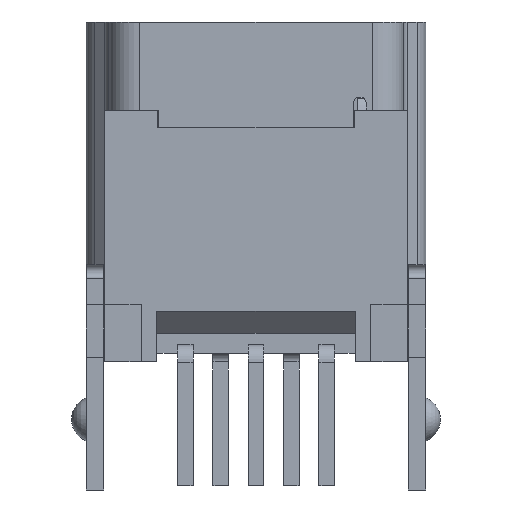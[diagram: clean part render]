
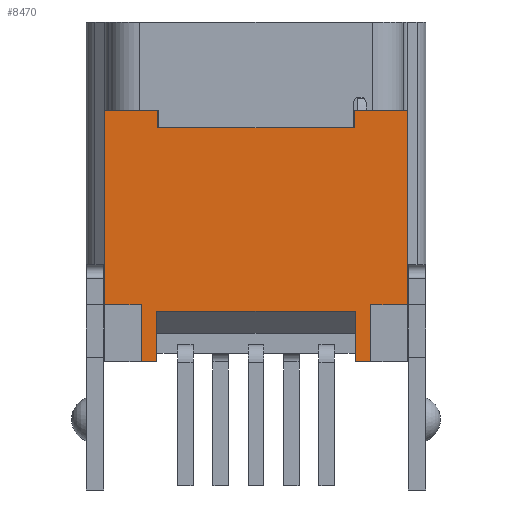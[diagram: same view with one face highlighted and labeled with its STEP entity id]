
A CAD part, front view. The second image highlights one B-rep face of the part: STEP entity #8470.
In plain terms, the highlighted planar face has unit normal (0, -1, 0).
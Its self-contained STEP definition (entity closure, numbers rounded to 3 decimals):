
#56 = VERTEX_POINT('',#57);
#57 = CARTESIAN_POINT('',(7.08,-2.3,1.35));
#63 = EDGE_CURVE('',#56,#64,#66,.T.);
#64 = VERTEX_POINT('',#65);
#65 = CARTESIAN_POINT('',(7.08,-2.3,5.75));
#66 = LINE('',#67,#68);
#67 = CARTESIAN_POINT('',(7.08,-2.3,1.35));
#68 = VECTOR('',#69,1.);
#69 = DIRECTION('',(0.,0.,1.));
#4747 = VERTEX_POINT('',#4748);
#4748 = CARTESIAN_POINT('',(0.22,-2.3,5.75));
#4754 = EDGE_CURVE('',#4755,#4747,#4757,.T.);
#4755 = VERTEX_POINT('',#4756);
#4756 = CARTESIAN_POINT('',(0.22,-2.3,1.35));
#4757 = LINE('',#4758,#4759);
#4758 = CARTESIAN_POINT('',(0.22,-2.3,1.35));
#4759 = VECTOR('',#4760,1.);
#4760 = DIRECTION('',(0.,0.,1.));
#5510 = VERTEX_POINT('',#5511);
#5511 = CARTESIAN_POINT('',(1.43,-2.3,5.35));
#5517 = EDGE_CURVE('',#5518,#5510,#5520,.T.);
#5518 = VERTEX_POINT('',#5519);
#5519 = CARTESIAN_POINT('',(1.43,-2.3,5.75));
#5520 = LINE('',#5521,#5522);
#5521 = CARTESIAN_POINT('',(1.43,-2.3,5.75));
#5522 = VECTOR('',#5523,1.);
#5523 = DIRECTION('',(0.,0.,-1.));
#5563 = VERTEX_POINT('',#5564);
#5564 = CARTESIAN_POINT('',(5.87,-2.3,5.35));
#5570 = EDGE_CURVE('',#5510,#5563,#5571,.T.);
#5571 = LINE('',#5572,#5573);
#5572 = CARTESIAN_POINT('',(1.43,-2.3,5.35));
#5573 = VECTOR('',#5574,1.);
#5574 = DIRECTION('',(1.,0.,0.));
#5755 = EDGE_CURVE('',#64,#5756,#5758,.T.);
#5756 = VERTEX_POINT('',#5757);
#5757 = CARTESIAN_POINT('',(5.87,-2.3,5.75));
#5758 = LINE('',#5759,#5760);
#5759 = CARTESIAN_POINT('',(7.08,-2.3,5.75));
#5760 = VECTOR('',#5761,1.);
#5761 = DIRECTION('',(-1.,0.,0.));
#5787 = EDGE_CURVE('',#5518,#4747,#5788,.T.);
#5788 = LINE('',#5789,#5790);
#5789 = CARTESIAN_POINT('',(1.43,-2.3,5.75));
#5790 = VECTOR('',#5791,1.);
#5791 = DIRECTION('',(-1.,0.,0.));
#8470 = ADVANCED_FACE('',(#8471),#8555,.T.);
#8471 = FACE_BOUND('',#8472,.F.);
#8472 = EDGE_LOOP('',(#8473,#8483,#8491,#8499,#8505,#8506,#8507,#8508,
    #8509,#8515,#8516,#8517,#8525,#8533,#8541,#8549));
#8473 = ORIENTED_EDGE('',*,*,#8474,.F.);
#8474 = EDGE_CURVE('',#8475,#8477,#8479,.T.);
#8475 = VERTEX_POINT('',#8476);
#8476 = CARTESIAN_POINT('',(1.4,-2.3,0.05));
#8477 = VERTEX_POINT('',#8478);
#8478 = CARTESIAN_POINT('',(1.4,-2.3,1.2));
#8479 = LINE('',#8480,#8481);
#8480 = CARTESIAN_POINT('',(1.4,-2.3,0.05));
#8481 = VECTOR('',#8482,1.);
#8482 = DIRECTION('',(0.,0.,1.));
#8483 = ORIENTED_EDGE('',*,*,#8484,.T.);
#8484 = EDGE_CURVE('',#8475,#8485,#8487,.T.);
#8485 = VERTEX_POINT('',#8486);
#8486 = CARTESIAN_POINT('',(1.05,-2.3,0.05));
#8487 = LINE('',#8488,#8489);
#8488 = CARTESIAN_POINT('',(1.4,-2.3,0.05));
#8489 = VECTOR('',#8490,1.);
#8490 = DIRECTION('',(-1.,0.,0.));
#8491 = ORIENTED_EDGE('',*,*,#8492,.T.);
#8492 = EDGE_CURVE('',#8485,#8493,#8495,.T.);
#8493 = VERTEX_POINT('',#8494);
#8494 = CARTESIAN_POINT('',(1.05,-2.3,1.35));
#8495 = LINE('',#8496,#8497);
#8496 = CARTESIAN_POINT('',(1.05,-2.3,0.05));
#8497 = VECTOR('',#8498,1.);
#8498 = DIRECTION('',(0.,0.,1.));
#8499 = ORIENTED_EDGE('',*,*,#8500,.F.);
#8500 = EDGE_CURVE('',#4755,#8493,#8501,.T.);
#8501 = LINE('',#8502,#8503);
#8502 = CARTESIAN_POINT('',(0.22,-2.3,1.35));
#8503 = VECTOR('',#8504,1.);
#8504 = DIRECTION('',(1.,0.,0.));
#8505 = ORIENTED_EDGE('',*,*,#4754,.T.);
#8506 = ORIENTED_EDGE('',*,*,#5787,.F.);
#8507 = ORIENTED_EDGE('',*,*,#5517,.T.);
#8508 = ORIENTED_EDGE('',*,*,#5570,.T.);
#8509 = ORIENTED_EDGE('',*,*,#8510,.F.);
#8510 = EDGE_CURVE('',#5756,#5563,#8511,.T.);
#8511 = LINE('',#8512,#8513);
#8512 = CARTESIAN_POINT('',(5.87,-2.3,5.75));
#8513 = VECTOR('',#8514,1.);
#8514 = DIRECTION('',(0.,0.,-1.));
#8515 = ORIENTED_EDGE('',*,*,#5755,.F.);
#8516 = ORIENTED_EDGE('',*,*,#63,.F.);
#8517 = ORIENTED_EDGE('',*,*,#8518,.T.);
#8518 = EDGE_CURVE('',#56,#8519,#8521,.T.);
#8519 = VERTEX_POINT('',#8520);
#8520 = CARTESIAN_POINT('',(6.25,-2.3,1.35));
#8521 = LINE('',#8522,#8523);
#8522 = CARTESIAN_POINT('',(7.08,-2.3,1.35));
#8523 = VECTOR('',#8524,1.);
#8524 = DIRECTION('',(-1.,0.,0.));
#8525 = ORIENTED_EDGE('',*,*,#8526,.F.);
#8526 = EDGE_CURVE('',#8527,#8519,#8529,.T.);
#8527 = VERTEX_POINT('',#8528);
#8528 = CARTESIAN_POINT('',(6.25,-2.3,0.05));
#8529 = LINE('',#8530,#8531);
#8530 = CARTESIAN_POINT('',(6.25,-2.3,0.05));
#8531 = VECTOR('',#8532,1.);
#8532 = DIRECTION('',(0.,0.,1.));
#8533 = ORIENTED_EDGE('',*,*,#8534,.T.);
#8534 = EDGE_CURVE('',#8527,#8535,#8537,.T.);
#8535 = VERTEX_POINT('',#8536);
#8536 = CARTESIAN_POINT('',(5.9,-2.3,0.05));
#8537 = LINE('',#8538,#8539);
#8538 = CARTESIAN_POINT('',(6.25,-2.3,0.05));
#8539 = VECTOR('',#8540,1.);
#8540 = DIRECTION('',(-1.,0.,0.));
#8541 = ORIENTED_EDGE('',*,*,#8542,.T.);
#8542 = EDGE_CURVE('',#8535,#8543,#8545,.T.);
#8543 = VERTEX_POINT('',#8544);
#8544 = CARTESIAN_POINT('',(5.9,-2.3,1.2));
#8545 = LINE('',#8546,#8547);
#8546 = CARTESIAN_POINT('',(5.9,-2.3,0.05));
#8547 = VECTOR('',#8548,1.);
#8548 = DIRECTION('',(0.,0.,1.));
#8549 = ORIENTED_EDGE('',*,*,#8550,.F.);
#8550 = EDGE_CURVE('',#8477,#8543,#8551,.T.);
#8551 = LINE('',#8552,#8553);
#8552 = CARTESIAN_POINT('',(1.4,-2.3,1.2));
#8553 = VECTOR('',#8554,1.);
#8554 = DIRECTION('',(1.,0.,0.));
#8555 = PLANE('',#8556);
#8556 = AXIS2_PLACEMENT_3D('',#8557,#8558,#8559);
#8557 = CARTESIAN_POINT('',(7.08,-2.3,0.05));
#8558 = DIRECTION('',(0.,-1.,0.));
#8559 = DIRECTION('',(0.,0.,1.));
